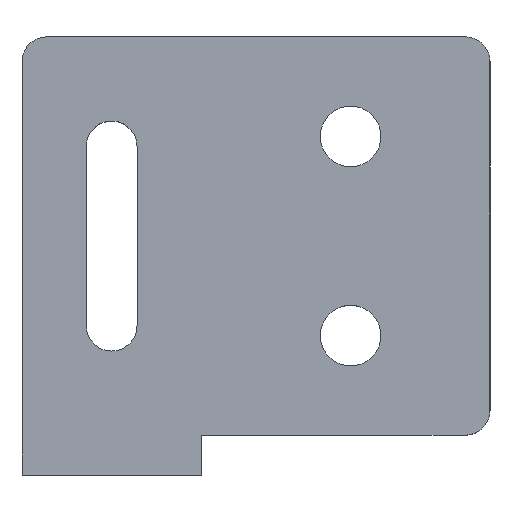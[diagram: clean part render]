
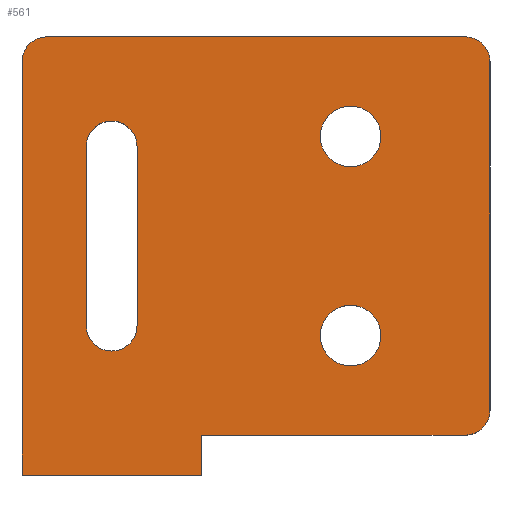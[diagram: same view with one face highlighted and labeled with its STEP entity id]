
A CAD part, top view. The second image highlights one B-rep face of the part: STEP entity #561.
In plain terms, the highlighted planar face has unit normal (0, 0, 1).
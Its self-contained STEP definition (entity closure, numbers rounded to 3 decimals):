
#166=CARTESIAN_POINT('',(366.,493.5,614.));
#167=VERTEX_POINT('',#166);
#174=CARTESIAN_POINT('',(348.,493.5,614.));
#175=VERTEX_POINT('',#174);
#176=CARTESIAN_POINT('',(366.,493.5,614.));
#177=DIRECTION('',(-1.,0.,0.));
#178=VECTOR('',#177,18.);
#179=LINE('',#176,#178);
#180=EDGE_CURVE('',#167,#175,#179,.T.);
#378=CARTESIAN_POINT('',(392.5,497.5,614.));
#379=VERTEX_POINT('',#378);
#386=CARTESIAN_POINT('',(366.,497.5,614.));
#387=VERTEX_POINT('',#386);
#388=CARTESIAN_POINT('',(392.5,497.5,614.));
#389=DIRECTION('',(-1.,0.,0.));
#390=VECTOR('',#389,26.5);
#391=LINE('',#388,#390);
#392=EDGE_CURVE('',#379,#387,#391,.T.);
#403=CARTESIAN_POINT('',(372.,517.5,614.));
#404=DIRECTION('',(0.,0.,1.));
#405=DIRECTION('',(-1.,0.,0.));
#406=AXIS2_PLACEMENT_3D('',#403,#404,#405);
#407=PLANE('',#406);
#408=CARTESIAN_POINT('',(359.55,508.5,614.));
#409=VERTEX_POINT('',#408);
#410=CARTESIAN_POINT('',(354.45,508.5,614.));
#411=VERTEX_POINT('',#410);
#412=CARTESIAN_POINT('',(357.,508.5,614.));
#413=DIRECTION('',(0.,-0.,-1.));
#414=DIRECTION('',(1.,0.,0.));
#415=AXIS2_PLACEMENT_3D('',#412,#413,#414);
#416=CIRCLE('',#415,2.55);
#417=EDGE_CURVE('',#409,#411,#416,.T.);
#418=ORIENTED_EDGE('',*,*,#417,.T.);
#419=CARTESIAN_POINT('',(354.45,526.5,614.));
#420=VERTEX_POINT('',#419);
#421=CARTESIAN_POINT('',(354.45,526.5,614.));
#422=DIRECTION('',(0.,-1.,-0.));
#423=VECTOR('',#422,18.);
#424=LINE('',#421,#423);
#425=EDGE_CURVE('',#420,#411,#424,.T.);
#426=ORIENTED_EDGE('',*,*,#425,.F.);
#427=CARTESIAN_POINT('',(359.55,526.5,614.));
#428=VERTEX_POINT('',#427);
#429=CARTESIAN_POINT('',(357.,526.5,614.));
#430=DIRECTION('',(0.,0.,-1.));
#431=DIRECTION('',(-1.,0.,0.));
#432=AXIS2_PLACEMENT_3D('',#429,#430,#431);
#433=CIRCLE('',#432,2.55);
#434=EDGE_CURVE('',#420,#428,#433,.T.);
#435=ORIENTED_EDGE('',*,*,#434,.T.);
#436=CARTESIAN_POINT('',(359.55,526.5,614.));
#437=DIRECTION('',(0.,-1.,0.));
#438=VECTOR('',#437,18.);
#439=LINE('',#436,#438);
#440=EDGE_CURVE('',#428,#409,#439,.T.);
#441=ORIENTED_EDGE('',*,*,#440,.T.);
#442=EDGE_LOOP('',(#418,#426,#435,#441));
#443=FACE_BOUND('',#442,.T.);
#444=CARTESIAN_POINT('',(377.95,527.5,614.));
#445=VERTEX_POINT('',#444);
#446=CARTESIAN_POINT('',(384.05,527.5,614.));
#447=VERTEX_POINT('',#446);
#448=CARTESIAN_POINT('',(381.,527.5,614.));
#449=DIRECTION('',(0.,0.,1.));
#450=DIRECTION('',(1.,0.,0.));
#451=AXIS2_PLACEMENT_3D('',#448,#449,#450);
#452=CIRCLE('',#451,3.05);
#453=EDGE_CURVE('',#445,#447,#452,.T.);
#454=ORIENTED_EDGE('',*,*,#453,.F.);
#455=CARTESIAN_POINT('',(381.,527.5,614.));
#456=DIRECTION('',(0.,0.,1.));
#457=DIRECTION('',(1.,0.,0.));
#458=AXIS2_PLACEMENT_3D('',#455,#456,#457);
#459=CIRCLE('',#458,3.05);
#460=EDGE_CURVE('',#447,#445,#459,.T.);
#461=ORIENTED_EDGE('',*,*,#460,.F.);
#462=EDGE_LOOP('',(#454,#461));
#463=FACE_BOUND('',#462,.T.);
#464=CARTESIAN_POINT('',(377.95,507.5,614.));
#465=VERTEX_POINT('',#464);
#466=CARTESIAN_POINT('',(384.05,507.5,614.));
#467=VERTEX_POINT('',#466);
#468=CARTESIAN_POINT('',(381.,507.5,614.));
#469=DIRECTION('',(0.,0.,1.));
#470=DIRECTION('',(1.,0.,0.));
#471=AXIS2_PLACEMENT_3D('',#468,#469,#470);
#472=CIRCLE('',#471,3.05);
#473=EDGE_CURVE('',#465,#467,#472,.T.);
#474=ORIENTED_EDGE('',*,*,#473,.F.);
#475=CARTESIAN_POINT('',(381.,507.5,614.));
#476=DIRECTION('',(0.,0.,1.));
#477=DIRECTION('',(1.,0.,0.));
#478=AXIS2_PLACEMENT_3D('',#475,#476,#477);
#479=CIRCLE('',#478,3.05);
#480=EDGE_CURVE('',#467,#465,#479,.T.);
#481=ORIENTED_EDGE('',*,*,#480,.F.);
#482=EDGE_LOOP('',(#474,#481));
#483=FACE_BOUND('',#482,.T.);
#484=CARTESIAN_POINT('',(366.,493.5,614.));
#485=DIRECTION('',(-0.,1.,-0.));
#486=VECTOR('',#485,4.);
#487=LINE('',#484,#486);
#488=EDGE_CURVE('',#167,#387,#487,.T.);
#489=ORIENTED_EDGE('',*,*,#488,.T.);
#490=ORIENTED_EDGE('',*,*,#392,.F.);
#491=CARTESIAN_POINT('',(394.268,498.232,614.));
#492=VERTEX_POINT('',#491);
#493=CARTESIAN_POINT('',(392.5,500.,614.));
#494=DIRECTION('',(0.,0.,1.));
#495=DIRECTION('',(1.,-0.,0.));
#496=AXIS2_PLACEMENT_3D('',#493,#494,#495);
#497=CIRCLE('',#496,2.5);
#498=EDGE_CURVE('',#379,#492,#497,.T.);
#499=ORIENTED_EDGE('',*,*,#498,.T.);
#500=CARTESIAN_POINT('',(395.,500.,614.));
#501=VERTEX_POINT('',#500);
#502=CARTESIAN_POINT('',(392.5,500.,614.));
#503=DIRECTION('',(0.,0.,1.));
#504=DIRECTION('',(1.,-0.,0.));
#505=AXIS2_PLACEMENT_3D('',#502,#503,#504);
#506=CIRCLE('',#505,2.5);
#507=EDGE_CURVE('',#492,#501,#506,.T.);
#508=ORIENTED_EDGE('',*,*,#507,.T.);
#509=CARTESIAN_POINT('',(395.,535.,614.));
#510=VERTEX_POINT('',#509);
#511=CARTESIAN_POINT('',(395.,535.,614.));
#512=DIRECTION('',(0.,-1.,0.));
#513=VECTOR('',#512,35.);
#514=LINE('',#511,#513);
#515=EDGE_CURVE('',#510,#501,#514,.T.);
#516=ORIENTED_EDGE('',*,*,#515,.F.);
#517=CARTESIAN_POINT('',(394.268,536.768,614.));
#518=VERTEX_POINT('',#517);
#519=CARTESIAN_POINT('',(392.5,535.,614.));
#520=DIRECTION('',(0.,-0.,1.));
#521=DIRECTION('',(1.,0.,0.));
#522=AXIS2_PLACEMENT_3D('',#519,#520,#521);
#523=CIRCLE('',#522,2.5);
#524=EDGE_CURVE('',#510,#518,#523,.T.);
#525=ORIENTED_EDGE('',*,*,#524,.T.);
#526=CARTESIAN_POINT('',(392.5,537.5,614.));
#527=VERTEX_POINT('',#526);
#528=CARTESIAN_POINT('',(392.5,535.,614.));
#529=DIRECTION('',(0.,-0.,1.));
#530=DIRECTION('',(1.,0.,0.));
#531=AXIS2_PLACEMENT_3D('',#528,#529,#530);
#532=CIRCLE('',#531,2.5);
#533=EDGE_CURVE('',#518,#527,#532,.T.);
#534=ORIENTED_EDGE('',*,*,#533,.T.);
#535=CARTESIAN_POINT('',(350.5,537.5,614.));
#536=VERTEX_POINT('',#535);
#537=CARTESIAN_POINT('',(350.5,537.5,614.));
#538=DIRECTION('',(1.,0.,0.));
#539=VECTOR('',#538,42.);
#540=LINE('',#537,#539);
#541=EDGE_CURVE('',#536,#527,#540,.T.);
#542=ORIENTED_EDGE('',*,*,#541,.F.);
#543=CARTESIAN_POINT('',(348.,535.,614.));
#544=VERTEX_POINT('',#543);
#545=CARTESIAN_POINT('',(350.5,535.,614.));
#546=DIRECTION('',(0.,-0.,-1.));
#547=DIRECTION('',(1.,0.,0.));
#548=AXIS2_PLACEMENT_3D('',#545,#546,#547);
#549=CIRCLE('',#548,2.5);
#550=EDGE_CURVE('',#544,#536,#549,.T.);
#551=ORIENTED_EDGE('',*,*,#550,.F.);
#552=CARTESIAN_POINT('',(348.,493.5,614.));
#553=DIRECTION('',(-0.,1.,-0.));
#554=VECTOR('',#553,41.5);
#555=LINE('',#552,#554);
#556=EDGE_CURVE('',#175,#544,#555,.T.);
#557=ORIENTED_EDGE('',*,*,#556,.F.);
#558=ORIENTED_EDGE('',*,*,#180,.F.);
#559=EDGE_LOOP('',(#489,#490,#499,#508,#516,#525,#534,#542,#551,#557,#558));
#560=FACE_BOUND('',#559,.T.);
#561=ADVANCED_FACE('',(#443,#463,#483,#560),#407,.T.);
